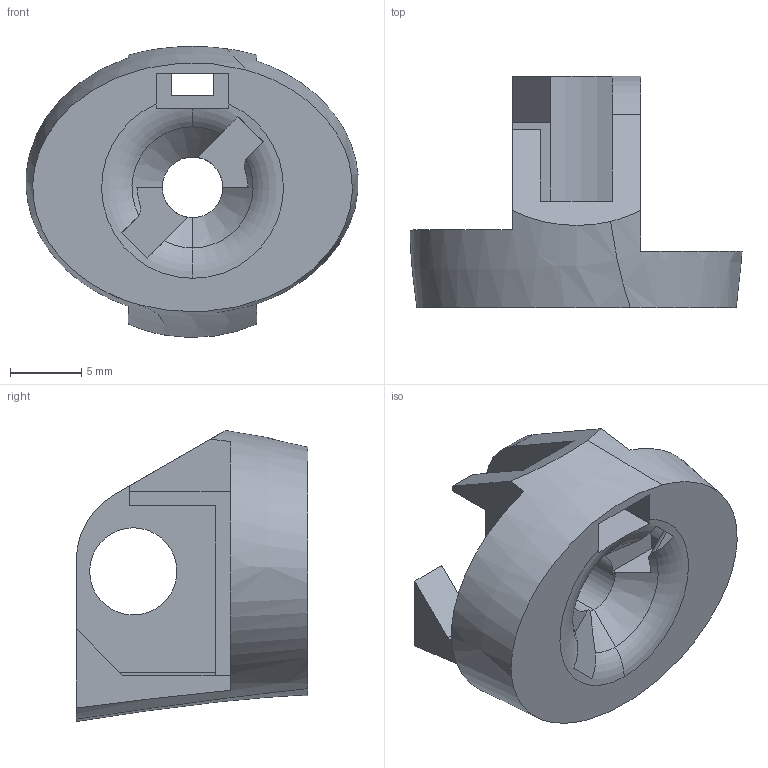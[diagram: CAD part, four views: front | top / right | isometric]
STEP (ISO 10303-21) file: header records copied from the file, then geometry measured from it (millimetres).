
FILE_DESCRIPTION (( 'STEP AP203' ), '1' );
FILE_NAME ('DP - P MainTH L.STEP', '2017-08-02T02:57:26', ( '' ), ( '' ), 'SwSTEP 2.0', 'SolidWorks 2016', '' );
FILE_SCHEMA (( 'CONFIG_CONTROL_DESIGN' ));
Length unit declared in the file: millimetre
Products named in the file (1): DP - P MainTH L
Bounding box: 23.24 x 16.22 x 20.37 mm (x, y, z)
Volume: 1898.2 mm3; surface area: 1819.1 mm2
Topology: 1 solids, 1 shells, 68 faces, 194 edges, 127 vertices
Faces by surface type: plane 47, cylinder 12, bspline 4, cone 3, torus 2
Entity records: 2633 total; most frequent: CARTESIAN_POINT 818, ORIENTED_EDGE 388, DIRECTION 330, EDGE_CURVE 194, VERTEX_POINT 127, VECTOR 120, LINE 120, AXIS2_PLACEMENT_3D 105
